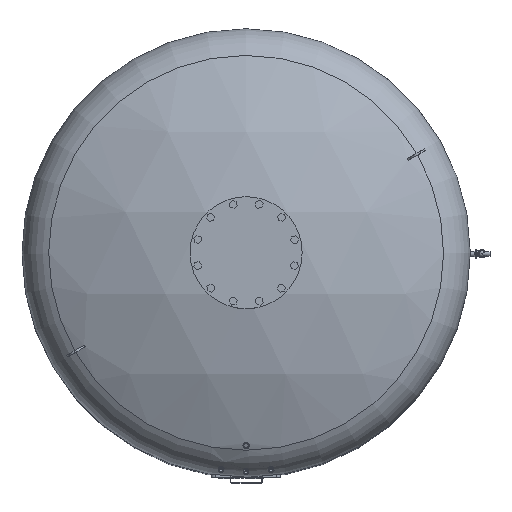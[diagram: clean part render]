
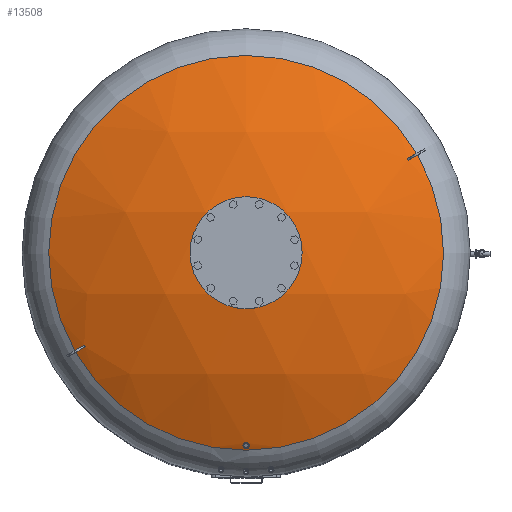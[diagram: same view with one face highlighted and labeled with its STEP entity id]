
A CAD part, top view. The second image highlights one B-rep face of the part: STEP entity #13508.
In plain terms, the highlighted spherical face has radius 1509 mm.
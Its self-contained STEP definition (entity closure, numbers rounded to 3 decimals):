
#34=SPHERICAL_SURFACE($,#14618,1509.);
#58=B_SPLINE_CURVE_WITH_KNOTS($,3,(#21629,#21630,#21631,#21632,#21633,#21634,
#21635,#21636,#21637,#21638,#21639,#21640,#21641,#21642,#21643,#21644,#21645,
#21646,#21647,#21648,#21649,#21650,#21651,#21652,#21653,#21654,#21655,#21656,
#21657,#21658,#21659,#21660,#21661,#21662,#21663,#21664,#21665,#21666,#21667,
#21668,#21669,#21670,#21671,#21672,#21673,#21674,#21675,#21676,#21677,#21678,
#21679,#21680,#21681,#21682,#21683,#21684,#21685,#21686,#21687,#21688,#21689,
#21690,#21691,#21692,#21693,#21694),.UNSPECIFIED.,.T.,.F.,(4,2,2,2,2,2,
2,2,2,2,2,2,2,2,2,2,2,2,2,2,2,2,2,2,2,2,2,2,2,2,2,2,4),(0.,1.996,
3.992,5.989,7.985,10.217,12.449,
14.681,16.913,19.143,21.374,23.605,
25.835,27.832,29.828,31.824,33.82,
35.816,37.812,39.808,41.804,44.035,
46.266,48.496,50.727,52.959,55.191,
57.423,59.655,61.651,63.647,65.643,
67.64),.UNSPECIFIED.);
#259=FACE_BOUND($,#2496,.T.);
#709=CIRCLE($,#14612,660.607);
#710=CIRCLE($,#14613,660.607);
#712=CIRCLE($,#14619,1508.997);
#713=CIRCLE($,#14620,1508.997);
#714=CIRCLE($,#14621,1490.642);
#715=CIRCLE($,#14622,1508.997);
#716=CIRCLE($,#14623,1508.997);
#717=CIRCLE($,#14624,1490.642);
#1549=FACE_OUTER_BOUND($,#2495,.T.);
#2495=EDGE_LOOP($,(#10874,#10875,#10876,#10877,#10878,#10879,#10880,#10881));
#2496=EDGE_LOOP($,(#10882));
#6435=VERTEX_POINT($,#21288);
#6438=VERTEX_POINT($,#21308);
#6439=VERTEX_POINT($,#21319);
#6442=VERTEX_POINT($,#21340);
#6450=VERTEX_POINT($,#21618);
#6451=VERTEX_POINT($,#21620);
#6452=VERTEX_POINT($,#21622);
#6453=VERTEX_POINT($,#21625);
#6454=VERTEX_POINT($,#21628);
#8038=EDGE_CURVE($,#6438,#6439,#709,.T.);
#8042=EDGE_CURVE($,#6442,#6435,#710,.T.);
#8050=EDGE_CURVE($,#6450,#6435,#712,.T.);
#8051=EDGE_CURVE($,#6442,#6451,#713,.T.);
#8052=EDGE_CURVE($,#6451,#6452,#714,.T.);
#8053=EDGE_CURVE($,#6452,#6439,#715,.T.);
#8054=EDGE_CURVE($,#6438,#6453,#716,.T.);
#8055=EDGE_CURVE($,#6453,#6450,#717,.T.);
#8056=EDGE_CURVE($,#6454,#6454,#58,.T.);
#10874=ORIENTED_EDGE($,*,*,#8050,.T.);
#10875=ORIENTED_EDGE($,*,*,#8042,.F.);
#10876=ORIENTED_EDGE($,*,*,#8051,.T.);
#10877=ORIENTED_EDGE($,*,*,#8052,.T.);
#10878=ORIENTED_EDGE($,*,*,#8053,.T.);
#10879=ORIENTED_EDGE($,*,*,#8038,.F.);
#10880=ORIENTED_EDGE($,*,*,#8054,.T.);
#10881=ORIENTED_EDGE($,*,*,#8055,.T.);
#10882=ORIENTED_EDGE($,*,*,#8056,.F.);
#13508=ADVANCED_FACE($,(#1549,#259),#34,.T.);
#14612=AXIS2_PLACEMENT_3D($,#21320,#17307,#17308);
#14613=AXIS2_PLACEMENT_3D($,#21351,#17309,#17310);
#14618=AXIS2_PLACEMENT_3D($,#21617,#17319,#17320);
#14619=AXIS2_PLACEMENT_3D($,#21619,#17321,#17322);
#14620=AXIS2_PLACEMENT_3D($,#21621,#17323,#17324);
#14621=AXIS2_PLACEMENT_3D($,#21623,#17325,#17326);
#14622=AXIS2_PLACEMENT_3D($,#21624,#17327,#17328);
#14623=AXIS2_PLACEMENT_3D($,#21626,#17329,#17330);
#14624=AXIS2_PLACEMENT_3D($,#21627,#17331,#17332);
#17307=DIRECTION('center_axis',(0.,0.,
-1.));
#17308=DIRECTION('ref_axis',(1.,0.,0.));
#17309=DIRECTION('center_axis',(0.,0.,
-1.));
#17310=DIRECTION('ref_axis',(1.,0.,0.));
#17319=DIRECTION('center_axis',(0.,-1.,0.));
#17320=DIRECTION('ref_axis',(-1.,0.,0.));
#17321=DIRECTION('center_axis',(0.5,-0.866,0.));
#17322=DIRECTION('ref_axis',(0.,0.,1.));
#17323=DIRECTION('center_axis',(0.5,-0.866,0.));
#17324=DIRECTION('ref_axis',(0.,0.,1.));
#17325=DIRECTION('center_axis',(-0.835,-0.482,0.267));
#17326=DIRECTION('ref_axis',(0.,0.485,0.875));
#17327=DIRECTION('center_axis',(-0.5,0.866,0.));
#17328=DIRECTION('ref_axis',(0.,0.,-1.));
#17329=DIRECTION('center_axis',(-0.5,0.866,0.));
#17330=DIRECTION('ref_axis',(0.,0.,-1.));
#17331=DIRECTION('center_axis',(0.835,0.482,0.267));
#17332=DIRECTION('ref_axis',(0.,0.485,-0.875));
#21288=CARTESIAN_POINT('',(-570.596,-332.898,2821.717));
#21308=CARTESIAN_POINT('',(-573.596,-327.702,2821.717));
#21319=CARTESIAN_POINT('',(570.596,332.898,2821.717));
#21320=CARTESIAN_POINT('Origin',(0.,0.,
2821.717));
#21340=CARTESIAN_POINT('',(573.596,327.702,2821.717));
#21351=CARTESIAN_POINT('Origin',(0.,0.,
2821.717));
#21617=CARTESIAN_POINT('Origin',(0.,0.,
1465.));
#21618=CARTESIAN_POINT('',(-539.005,-314.659,2838.88));
#21619=CARTESIAN_POINT('Origin',(1.5,-2.598,1465.));
#21620=CARTESIAN_POINT('',(542.005,309.462,2838.88));
#21621=CARTESIAN_POINT('Origin',(1.5,-2.598,1465.));
#21622=CARTESIAN_POINT('',(539.005,314.659,2838.88));
#21623=CARTESIAN_POINT('Origin',(195.85,113.074,1402.348));
#21624=CARTESIAN_POINT('Origin',(-1.5,2.598,1465.));
#21625=CARTESIAN_POINT('',(-542.005,-309.462,2838.88));
#21626=CARTESIAN_POINT('Origin',(-1.5,2.598,1465.));
#21627=CARTESIAN_POINT('Origin',(-195.85,-113.074,1402.348));
#21628=CARTESIAN_POINT('',(0.,-655.65,2824.119));
#21629=CARTESIAN_POINT('Ctrl Pts',(0.,-655.65,2824.119));
#21630=CARTESIAN_POINT('Ctrl Pts',(0.665,-655.65,2824.119));
#21631=CARTESIAN_POINT('Ctrl Pts',(1.351,-655.587,2824.149));
#21632=CARTESIAN_POINT('Ctrl Pts',(2.709,-655.323,2824.274));
#21633=CARTESIAN_POINT('Ctrl Pts',(3.382,-655.123,2824.369));
#21634=CARTESIAN_POINT('Ctrl Pts',(4.666,-654.599,2824.618));
#21635=CARTESIAN_POINT('Ctrl Pts',(5.279,-654.274,2824.772));
#21636=CARTESIAN_POINT('Ctrl Pts',(6.408,-653.533,2825.123));
#21637=CARTESIAN_POINT('Ctrl Pts',(6.924,-653.117,2825.321));
#21638=CARTESIAN_POINT('Ctrl Pts',(7.889,-652.189,2825.76));
#21639=CARTESIAN_POINT('Ctrl Pts',(8.361,-651.637,2826.022));
#21640=CARTESIAN_POINT('Ctrl Pts',(9.184,-650.441,2826.589));
#21641=CARTESIAN_POINT('Ctrl Pts',(9.537,-649.796,2826.894));
#21642=CARTESIAN_POINT('Ctrl Pts',(10.099,-648.458,2827.528));
#21643=CARTESIAN_POINT('Ctrl Pts',(10.31,-647.763,2827.857));
#21644=CARTESIAN_POINT('Ctrl Pts',(10.585,-646.37,2828.516));
#21645=CARTESIAN_POINT('Ctrl Pts',(10.65,-645.673,2828.846));
#21646=CARTESIAN_POINT('Ctrl Pts',(10.65,-644.328,2829.482));
#21647=CARTESIAN_POINT('Ctrl Pts',(10.585,-643.631,2829.811));
#21648=CARTESIAN_POINT('Ctrl Pts',(10.31,-642.238,2830.469));
#21649=CARTESIAN_POINT('Ctrl Pts',(10.1,-641.543,2830.797));
#21650=CARTESIAN_POINT('Ctrl Pts',(9.537,-640.205,2831.429));
#21651=CARTESIAN_POINT('Ctrl Pts',(9.185,-639.561,2831.733));
#21652=CARTESIAN_POINT('Ctrl Pts',(8.361,-638.364,2832.298));
#21653=CARTESIAN_POINT('Ctrl Pts',(7.89,-637.812,2832.558));
#21654=CARTESIAN_POINT('Ctrl Pts',(6.925,-636.884,2832.996));
#21655=CARTESIAN_POINT('Ctrl Pts',(6.408,-636.467,2833.192));
#21656=CARTESIAN_POINT('Ctrl Pts',(5.279,-635.726,2833.542));
#21657=CARTESIAN_POINT('Ctrl Pts',(4.666,-635.402,2833.694));
#21658=CARTESIAN_POINT('Ctrl Pts',(3.382,-634.877,2833.941));
#21659=CARTESIAN_POINT('Ctrl Pts',(2.709,-634.677,2834.036));
#21660=CARTESIAN_POINT('Ctrl Pts',(1.351,-634.413,2834.16));
#21661=CARTESIAN_POINT('Ctrl Pts',(0.665,-634.35,2834.19));
#21662=CARTESIAN_POINT('Ctrl Pts',(-0.665,-634.35,2834.19));
#21663=CARTESIAN_POINT('Ctrl Pts',(-1.351,-634.413,
2834.16));
#21664=CARTESIAN_POINT('Ctrl Pts',(-2.709,-634.677,2834.036));
#21665=CARTESIAN_POINT('Ctrl Pts',(-3.382,-634.877,2833.941));
#21666=CARTESIAN_POINT('Ctrl Pts',(-4.666,-635.402,
2833.694));
#21667=CARTESIAN_POINT('Ctrl Pts',(-5.279,-635.726,
2833.542));
#21668=CARTESIAN_POINT('Ctrl Pts',(-6.408,-636.467,
2833.192));
#21669=CARTESIAN_POINT('Ctrl Pts',(-6.925,-636.884,2832.996));
#21670=CARTESIAN_POINT('Ctrl Pts',(-7.89,-637.812,2832.558));
#21671=CARTESIAN_POINT('Ctrl Pts',(-8.361,-638.364,
2832.298));
#21672=CARTESIAN_POINT('Ctrl Pts',(-9.185,-639.561,
2831.733));
#21673=CARTESIAN_POINT('Ctrl Pts',(-9.537,-640.205,
2831.429));
#21674=CARTESIAN_POINT('Ctrl Pts',(-10.1,-641.543,2830.797));
#21675=CARTESIAN_POINT('Ctrl Pts',(-10.31,-642.238,
2830.469));
#21676=CARTESIAN_POINT('Ctrl Pts',(-10.585,-643.631,
2829.811));
#21677=CARTESIAN_POINT('Ctrl Pts',(-10.65,-644.328,2829.482));
#21678=CARTESIAN_POINT('Ctrl Pts',(-10.65,-645.673,2828.846));
#21679=CARTESIAN_POINT('Ctrl Pts',(-10.585,-646.37,2828.516));
#21680=CARTESIAN_POINT('Ctrl Pts',(-10.31,-647.763,2827.857));
#21681=CARTESIAN_POINT('Ctrl Pts',(-10.099,-648.458,
2827.528));
#21682=CARTESIAN_POINT('Ctrl Pts',(-9.537,-649.796,2826.894));
#21683=CARTESIAN_POINT('Ctrl Pts',(-9.184,-650.441,
2826.589));
#21684=CARTESIAN_POINT('Ctrl Pts',(-8.361,-651.637,
2826.022));
#21685=CARTESIAN_POINT('Ctrl Pts',(-7.889,-652.189,
2825.76));
#21686=CARTESIAN_POINT('Ctrl Pts',(-6.924,-653.117,
2825.321));
#21687=CARTESIAN_POINT('Ctrl Pts',(-6.408,-653.533,
2825.123));
#21688=CARTESIAN_POINT('Ctrl Pts',(-5.279,-654.274,
2824.772));
#21689=CARTESIAN_POINT('Ctrl Pts',(-4.666,-654.599,
2824.618));
#21690=CARTESIAN_POINT('Ctrl Pts',(-3.382,-655.123,
2824.369));
#21691=CARTESIAN_POINT('Ctrl Pts',(-2.709,-655.323,
2824.274));
#21692=CARTESIAN_POINT('Ctrl Pts',(-1.351,-655.587,
2824.149));
#21693=CARTESIAN_POINT('Ctrl Pts',(-0.665,-655.65,2824.119));
#21694=CARTESIAN_POINT('Ctrl Pts',(0.,-655.65,2824.119));
